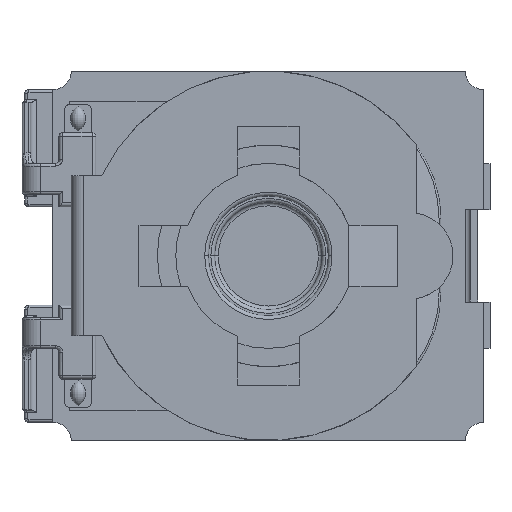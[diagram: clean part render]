
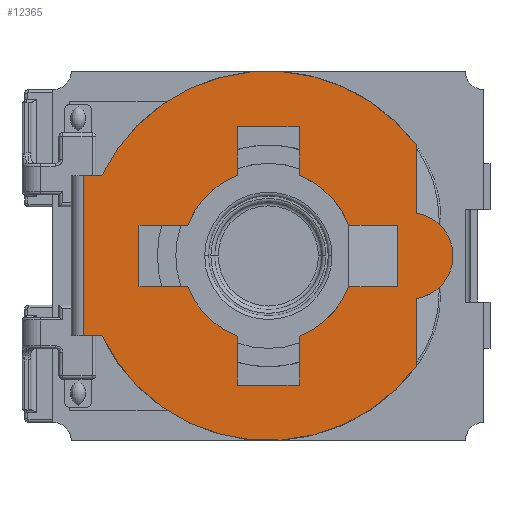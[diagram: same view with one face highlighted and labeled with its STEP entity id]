
A CAD part, top view. The second image highlights one B-rep face of the part: STEP entity #12365.
In plain terms, the highlighted planar face has unit normal (0, 0, 1).
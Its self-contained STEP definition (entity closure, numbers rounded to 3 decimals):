
#11676 = VERTEX_POINT('',#11677);
#11677 = CARTESIAN_POINT('',(-0.25,-0.653,1.215));
#11685 = EDGE_CURVE('',#11676,#11686,#11688,.T.);
#11686 = VERTEX_POINT('',#11687);
#11687 = CARTESIAN_POINT('',(-0.25,-1.05,1.215));
#11688 = LINE('',#11689,#11690);
#11689 = CARTESIAN_POINT('',(-0.25,-0.25,1.215));
#11690 = VECTOR('',#11691,1.);
#11691 = DIRECTION('',(0.,-1.,0.));
#11718 = VERTEX_POINT('',#11719);
#11719 = CARTESIAN_POINT('',(0.25,-0.653,1.215));
#11734 = VERTEX_POINT('',#11735);
#11735 = CARTESIAN_POINT('',(0.25,-1.05,1.215));
#11741 = EDGE_CURVE('',#11734,#11718,#11742,.T.);
#11742 = LINE('',#11743,#11744);
#11743 = CARTESIAN_POINT('',(0.25,-0.25,1.215));
#11744 = VECTOR('',#11745,1.);
#11745 = DIRECTION('',(0.,1.,0.));
#11756 = VERTEX_POINT('',#11757);
#11757 = CARTESIAN_POINT('',(0.25,0.653,1.215));
#11765 = EDGE_CURVE('',#11756,#11766,#11768,.T.);
#11766 = VERTEX_POINT('',#11767);
#11767 = CARTESIAN_POINT('',(0.25,1.05,1.215));
#11768 = LINE('',#11769,#11770);
#11769 = CARTESIAN_POINT('',(0.25,1.05,1.215));
#11770 = VECTOR('',#11771,1.);
#11771 = DIRECTION('',(0.,1.,0.));
#11798 = VERTEX_POINT('',#11799);
#11799 = CARTESIAN_POINT('',(-0.25,0.653,1.215));
#11814 = VERTEX_POINT('',#11815);
#11815 = CARTESIAN_POINT('',(-0.25,1.05,1.215));
#11821 = EDGE_CURVE('',#11814,#11798,#11822,.T.);
#11822 = LINE('',#11823,#11824);
#11823 = CARTESIAN_POINT('',(-0.25,1.05,1.215));
#11824 = VECTOR('',#11825,1.);
#11825 = DIRECTION('',(0.,-1.,0.));
#11836 = VERTEX_POINT('',#11837);
#11837 = CARTESIAN_POINT('',(-0.653,0.25,1.215));
#11845 = EDGE_CURVE('',#11836,#11846,#11848,.T.);
#11846 = VERTEX_POINT('',#11847);
#11847 = CARTESIAN_POINT('',(-1.05,0.25,1.215));
#11848 = LINE('',#11849,#11850);
#11849 = CARTESIAN_POINT('',(-0.25,0.25,1.215));
#11850 = VECTOR('',#11851,1.);
#11851 = DIRECTION('',(-1.,0.,0.));
#11878 = VERTEX_POINT('',#11879);
#11879 = CARTESIAN_POINT('',(-0.653,-0.25,1.215));
#11894 = VERTEX_POINT('',#11895);
#11895 = CARTESIAN_POINT('',(-1.05,-0.25,1.215));
#11901 = EDGE_CURVE('',#11894,#11878,#11902,.T.);
#11902 = LINE('',#11903,#11904);
#11903 = CARTESIAN_POINT('',(-0.25,-0.25,1.215));
#11904 = VECTOR('',#11905,1.);
#11905 = DIRECTION('',(1.,0.,0.));
#11916 = VERTEX_POINT('',#11917);
#11917 = CARTESIAN_POINT('',(0.653,-0.25,1.215));
#11925 = EDGE_CURVE('',#11916,#11926,#11928,.T.);
#11926 = VERTEX_POINT('',#11927);
#11927 = CARTESIAN_POINT('',(1.05,-0.25,1.215));
#11928 = LINE('',#11929,#11930);
#11929 = CARTESIAN_POINT('',(1.05,-0.25,1.215));
#11930 = VECTOR('',#11931,1.);
#11931 = DIRECTION('',(1.,0.,0.));
#11958 = VERTEX_POINT('',#11959);
#11959 = CARTESIAN_POINT('',(0.653,0.25,1.215));
#11974 = VERTEX_POINT('',#11975);
#11975 = CARTESIAN_POINT('',(1.05,0.25,1.215));
#11981 = EDGE_CURVE('',#11974,#11958,#11982,.T.);
#11982 = LINE('',#11983,#11984);
#11983 = CARTESIAN_POINT('',(1.05,0.25,1.215));
#11984 = VECTOR('',#11985,1.);
#11985 = DIRECTION('',(-1.,0.,0.));
#11995 = EDGE_CURVE('',#11996,#11998,#12000,.T.);
#11996 = VERTEX_POINT('',#11997);
#11997 = CARTESIAN_POINT('',(-1.5,-0.65,1.215));
#11998 = VERTEX_POINT('',#11999);
#11999 = CARTESIAN_POINT('',(-1.352,-0.65,1.215));
#12000 = LINE('',#12001,#12002);
#12001 = CARTESIAN_POINT('',(-1.352,-0.65,1.215));
#12002 = VECTOR('',#12003,1.);
#12003 = DIRECTION('',(1.,0.,0.));
#12067 = EDGE_CURVE('',#12068,#12070,#12072,.T.);
#12068 = VERTEX_POINT('',#12069);
#12069 = CARTESIAN_POINT('',(-1.352,0.65,1.215));
#12070 = VERTEX_POINT('',#12071);
#12071 = CARTESIAN_POINT('',(-1.5,0.65,1.215));
#12072 = LINE('',#12073,#12074);
#12073 = CARTESIAN_POINT('',(-1.352,0.65,1.215));
#12074 = VECTOR('',#12075,1.);
#12075 = DIRECTION('',(-1.,0.,0.));
#12139 = EDGE_CURVE('',#12140,#12068,#12142,.T.);
#12140 = VERTEX_POINT('',#12141);
#12141 = CARTESIAN_POINT('',(1.2,0.9,1.215));
#12142 = CIRCLE('',#12143,1.5);
#12143 = AXIS2_PLACEMENT_3D('',#12144,#12145,#12146);
#12144 = CARTESIAN_POINT('',(0.,0.,
    1.215));
#12145 = DIRECTION('',(0.,0.,1.));
#12146 = DIRECTION('',(-1.,0.,0.));
#12172 = EDGE_CURVE('',#12173,#12140,#12175,.T.);
#12173 = VERTEX_POINT('',#12174);
#12174 = CARTESIAN_POINT('',(1.2,0.346,1.215));
#12175 = LINE('',#12176,#12177);
#12176 = CARTESIAN_POINT('',(1.2,0.9,1.215));
#12177 = VECTOR('',#12178,1.);
#12178 = DIRECTION('',(0.,1.,0.));
#12203 = EDGE_CURVE('',#12204,#12173,#12206,.T.);
#12204 = VERTEX_POINT('',#12205);
#12205 = CARTESIAN_POINT('',(1.2,-0.346,1.215));
#12206 = CIRCLE('',#12207,0.35);
#12207 = AXIS2_PLACEMENT_3D('',#12208,#12209,#12210);
#12208 = CARTESIAN_POINT('',(1.15,0.,1.215));
#12209 = DIRECTION('',(0.,0.,1.));
#12210 = DIRECTION('',(-1.,0.,0.));
#12236 = EDGE_CURVE('',#12237,#12204,#12239,.T.);
#12237 = VERTEX_POINT('',#12238);
#12238 = CARTESIAN_POINT('',(1.2,-0.9,1.215));
#12239 = LINE('',#12240,#12241);
#12240 = CARTESIAN_POINT('',(1.2,-0.346,1.215));
#12241 = VECTOR('',#12242,1.);
#12242 = DIRECTION('',(0.,1.,0.));
#12267 = EDGE_CURVE('',#11998,#12237,#12268,.T.);
#12268 = CIRCLE('',#12269,1.5);
#12269 = AXIS2_PLACEMENT_3D('',#12270,#12271,#12272);
#12270 = CARTESIAN_POINT('',(0.,0.,
    1.215));
#12271 = DIRECTION('',(0.,0.,1.));
#12272 = DIRECTION('',(-1.,0.,0.));
#12365 = ADVANCED_FACE('',(#12366,#12428),#12443,.T.);
#12366 = FACE_BOUND('',#12367,.T.);
#12367 = EDGE_LOOP('',(#12368,#12369,#12376,#12377,#12383,#12384,#12391,
    #12392,#12398,#12399,#12406,#12407,#12413,#12414,#12421,#12422));
#12368 = ORIENTED_EDGE('',*,*,#11845,.F.);
#12369 = ORIENTED_EDGE('',*,*,#12370,.F.);
#12370 = EDGE_CURVE('',#11798,#11836,#12371,.T.);
#12371 = CIRCLE('',#12372,0.7);
#12372 = AXIS2_PLACEMENT_3D('',#12373,#12374,#12375);
#12373 = CARTESIAN_POINT('',(0.,0.,
    1.215));
#12374 = DIRECTION('',(0.,0.,1.));
#12375 = DIRECTION('',(-1.,0.,0.));
#12376 = ORIENTED_EDGE('',*,*,#11821,.F.);
#12377 = ORIENTED_EDGE('',*,*,#12378,.F.);
#12378 = EDGE_CURVE('',#11766,#11814,#12379,.T.);
#12379 = LINE('',#12380,#12381);
#12380 = CARTESIAN_POINT('',(0.25,1.05,1.215));
#12381 = VECTOR('',#12382,1.);
#12382 = DIRECTION('',(-1.,0.,0.));
#12383 = ORIENTED_EDGE('',*,*,#11765,.F.);
#12384 = ORIENTED_EDGE('',*,*,#12385,.F.);
#12385 = EDGE_CURVE('',#11958,#11756,#12386,.T.);
#12386 = CIRCLE('',#12387,0.7);
#12387 = AXIS2_PLACEMENT_3D('',#12388,#12389,#12390);
#12388 = CARTESIAN_POINT('',(0.,0.,
    1.215));
#12389 = DIRECTION('',(0.,0.,1.));
#12390 = DIRECTION('',(-1.,0.,0.));
#12391 = ORIENTED_EDGE('',*,*,#11981,.F.);
#12392 = ORIENTED_EDGE('',*,*,#12393,.F.);
#12393 = EDGE_CURVE('',#11926,#11974,#12394,.T.);
#12394 = LINE('',#12395,#12396);
#12395 = CARTESIAN_POINT('',(1.05,0.25,1.215));
#12396 = VECTOR('',#12397,1.);
#12397 = DIRECTION('',(0.,1.,0.));
#12398 = ORIENTED_EDGE('',*,*,#11925,.F.);
#12399 = ORIENTED_EDGE('',*,*,#12400,.F.);
#12400 = EDGE_CURVE('',#11718,#11916,#12401,.T.);
#12401 = CIRCLE('',#12402,0.7);
#12402 = AXIS2_PLACEMENT_3D('',#12403,#12404,#12405);
#12403 = CARTESIAN_POINT('',(0.,0.,
    1.215));
#12404 = DIRECTION('',(0.,0.,1.));
#12405 = DIRECTION('',(-1.,0.,0.));
#12406 = ORIENTED_EDGE('',*,*,#11741,.F.);
#12407 = ORIENTED_EDGE('',*,*,#12408,.F.);
#12408 = EDGE_CURVE('',#11686,#11734,#12409,.T.);
#12409 = LINE('',#12410,#12411);
#12410 = CARTESIAN_POINT('',(0.25,-1.05,1.215));
#12411 = VECTOR('',#12412,1.);
#12412 = DIRECTION('',(1.,0.,0.));
#12413 = ORIENTED_EDGE('',*,*,#11685,.F.);
#12414 = ORIENTED_EDGE('',*,*,#12415,.F.);
#12415 = EDGE_CURVE('',#11878,#11676,#12416,.T.);
#12416 = CIRCLE('',#12417,0.7);
#12417 = AXIS2_PLACEMENT_3D('',#12418,#12419,#12420);
#12418 = CARTESIAN_POINT('',(0.,0.,
    1.215));
#12419 = DIRECTION('',(0.,0.,1.));
#12420 = DIRECTION('',(-1.,0.,0.));
#12421 = ORIENTED_EDGE('',*,*,#11901,.F.);
#12422 = ORIENTED_EDGE('',*,*,#12423,.F.);
#12423 = EDGE_CURVE('',#11846,#11894,#12424,.T.);
#12424 = LINE('',#12425,#12426);
#12425 = CARTESIAN_POINT('',(-1.05,0.25,1.215));
#12426 = VECTOR('',#12427,1.);
#12427 = DIRECTION('',(0.,-1.,0.));
#12428 = FACE_BOUND('',#12429,.T.);
#12429 = EDGE_LOOP('',(#12430,#12431,#12432,#12433,#12434,#12435,#12436,
    #12437));
#12430 = ORIENTED_EDGE('',*,*,#11995,.T.);
#12431 = ORIENTED_EDGE('',*,*,#12267,.T.);
#12432 = ORIENTED_EDGE('',*,*,#12236,.T.);
#12433 = ORIENTED_EDGE('',*,*,#12203,.T.);
#12434 = ORIENTED_EDGE('',*,*,#12172,.T.);
#12435 = ORIENTED_EDGE('',*,*,#12139,.T.);
#12436 = ORIENTED_EDGE('',*,*,#12067,.T.);
#12437 = ORIENTED_EDGE('',*,*,#12438,.T.);
#12438 = EDGE_CURVE('',#12070,#11996,#12439,.T.);
#12439 = LINE('',#12440,#12441);
#12440 = CARTESIAN_POINT('',(-1.5,0.65,1.215));
#12441 = VECTOR('',#12442,1.);
#12442 = DIRECTION('',(0.,-1.,0.));
#12443 = PLANE('',#12444);
#12444 = AXIS2_PLACEMENT_3D('',#12445,#12446,#12447);
#12445 = CARTESIAN_POINT('',(0.,0.,
    1.215));
#12446 = DIRECTION('',(0.,0.,1.));
#12447 = DIRECTION('',(-1.,0.,0.));
